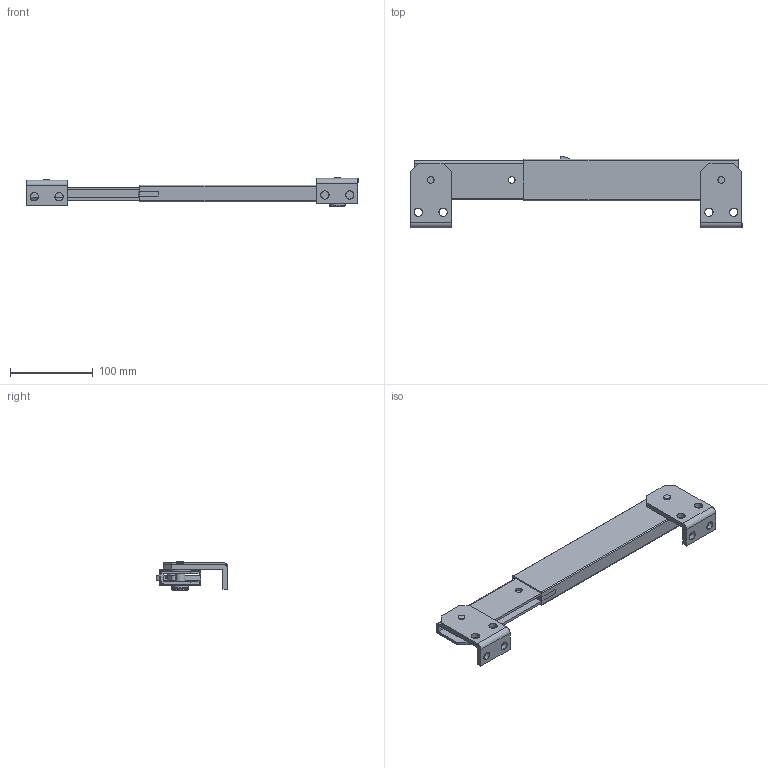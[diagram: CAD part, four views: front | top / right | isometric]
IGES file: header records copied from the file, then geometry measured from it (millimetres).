
Start section: SolidWorks IGES file using analytic representation for surfaces
Global section: file name: B-580-0-L.IGS,15; native system: HSolidWorks 2011; preprocessor: SolidWorks 2011; author: 0849sm; date: 120214.094615; units: millimetre
Bounding box: 401.5 x 86.97 x 35 mm (x, y, z)
Surface area: 151544.3 mm2 (no closed solid volume)
Topology: 0 solids, 0 shells, 170 faces, 2898 edges, 2898 vertices
Faces by surface type: revolution 85, bspline 85
